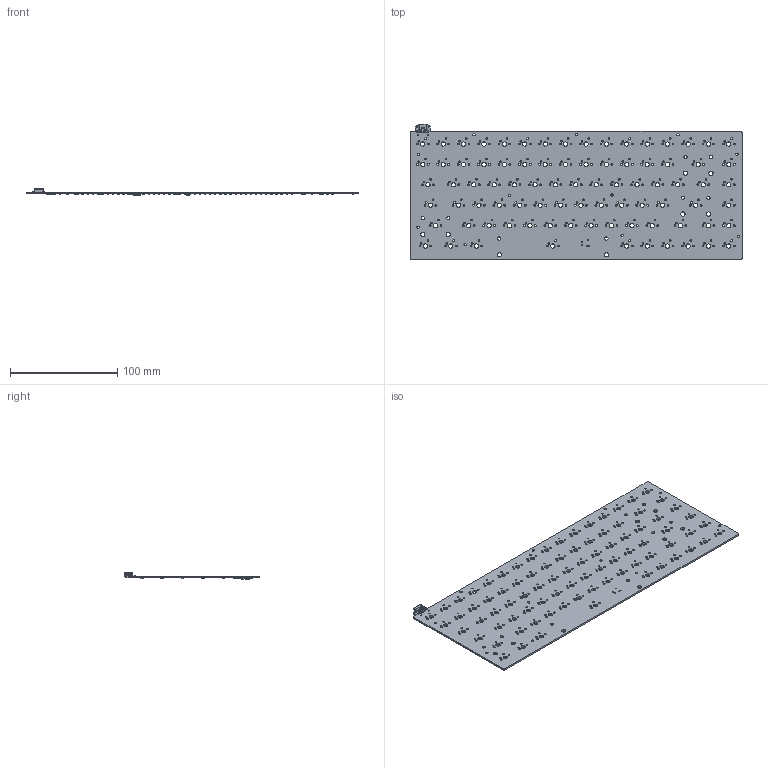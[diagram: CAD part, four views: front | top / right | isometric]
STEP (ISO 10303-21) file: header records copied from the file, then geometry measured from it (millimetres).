
FILE_DESCRIPTION(('KiCad electronic assembly'),'2;1');
FILE_NAME('devboard.step','2025-01-14T17:00:31',('Pcbnew'),('Kicad'), 'Open CASCADE STEP processor 7.8','KiCad to STEP converter','Unknown' );
FILE_SCHEMA(('AUTOMOTIVE_DESIGN { 1 0 10303 214 1 1 1 1 }'));
Length unit declared in the file: millimetre
Products named in the file (14): devboard 1; R_0402_1005Metric; USB4110-GF-A; D_SOD-323F; D_SOD_323F; C_0402_1005Metric; QFN-56-1EP_7x7mm_P0.4mm_EP3.2x3.2mm; QFN_56_1EP_7x7mm_P04mm_EP32x32mm; L_1008_2520Metric; devboard_PCB
Assembly tree (115 placements, depth 3):
  devboard 1
    R_0402_1005Metric  x7
      R_0402_1005Metric
    USB4110-GF-A
      USB4110-GF-A
    D_SOD-323F  x84
      D_SOD_323F
    C_0402_1005Metric  x14
      C_0402_1005Metric
    QFN-56-1EP_7x7mm_P0.4mm_EP3.2x3.2mm
      QFN_56_1EP_7x7mm_P04mm_EP32x32mm
    L_1008_2520Metric
      L_1008_2520Metric
    devboard_PCB
Bounding box: 310 x 126.56 x 6.16 mm (x, y, z)
Volume: 56825 mm3; surface area: 78321.1 mm2
Topology: 109 solids, 109 shells, 4511 faces, 11418 edges, 7219 vertices
Faces by surface type: plane 2768, cylinder 870, bspline 846, cone 27
Full cylindrical faces by diameter (mm): 0.4 x1, 0.65 x2, 0.991 x3, 1 x2, 1.5 x168, 1.7 x168, 2.2 x11, 3.05 x8, 4 x92
Entity records: 67754 total; most frequent: CARTESIAN_POINT 11664, ORIENTED_EDGE 10188, DIRECTION 9784, EDGE_CURVE 5094, LINE 3468, VECTOR 3468, VERTEX_POINT 3343, AXIS2_PLACEMENT_3D 3158
